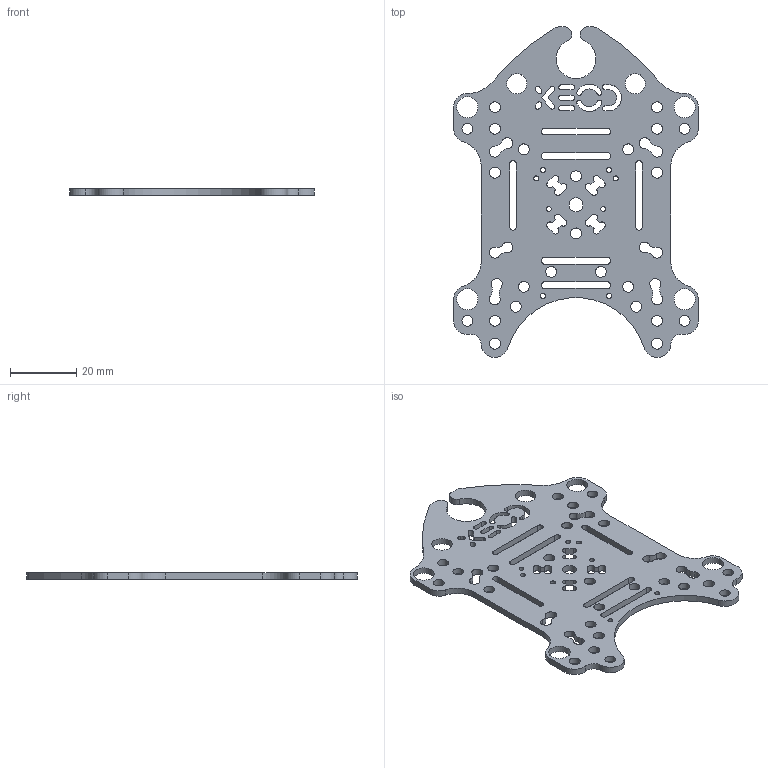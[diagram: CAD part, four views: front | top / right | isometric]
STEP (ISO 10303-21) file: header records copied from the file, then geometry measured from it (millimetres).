
FILE_DESCRIPTION(/* description */ (''),/* implementation_level */ '2;1');
FILE_NAME(/* name */ 'Дека монтажная.stp',/* time_stamp */ '2020-03-26T11:41:26+03:00',/* author */ ('copter'),/* organization */ (''),/* preprocessor_version */ 'ST-DEVELOPER v16.1',/* originating_system */ 'Autodesk Inventor 2016',/* authorisation */ '');
FILE_SCHEMA (('AUTOMOTIVE_DESIGN { 1 0 10303 214 3 1 1 }'));
Length unit declared in the file: millimetre
Products named in the file (1): Дека \X2\043C043E043D044204300436043D
_4.1.4_1
Bounding box: 73.9 x 99.89 x 2 mm (x, y, z)
Volume: 8310 mm3; surface area: 11096.3 mm2
Topology: 1 solids, 1 shells, 197 faces, 600 edges, 405 vertices
Faces by surface type: cylinder 131, plane 56, bspline 10
Full cylindrical faces by diameter (mm): 1.5 x8, 3.3 x24, 4.2 x1, 6.1 x2, 6.4 x4
Entity records: 7774 total; most frequent: CARTESIAN_POINT 2172, DIRECTION 1164, ORIENTED_EDGE 1092, EDGE_CURVE 546, AXIS2_PLACEMENT_3D 450, VERTEX_POINT 390, EDGE_LOOP 364, LINE 264
